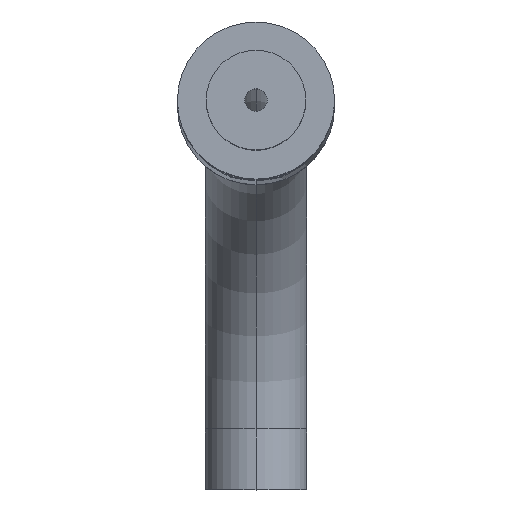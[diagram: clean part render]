
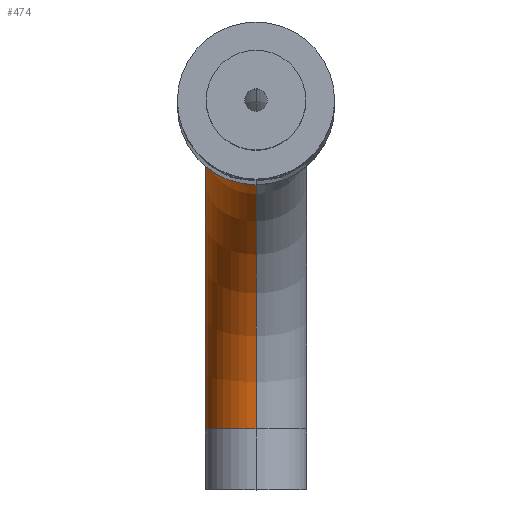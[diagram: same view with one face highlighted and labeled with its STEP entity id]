
A CAD part, top view. The second image highlights one B-rep face of the part: STEP entity #474.
In plain terms, the highlighted toroidal (fillet/blend) face has major radius 15.075 mm and minor radius 2.375 mm.
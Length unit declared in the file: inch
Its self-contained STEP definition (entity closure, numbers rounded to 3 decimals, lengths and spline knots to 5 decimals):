
#278=CARTESIAN_POINT('',(0.,0.1125,0.));
#279=DIRECTION('',(0.,1.,0.));
#280=DIRECTION('',(0.,0.,-1.));
#281=AXIS2_PLACEMENT_3D('',#278,#279,#280);
#283=CARTESIAN_POINT('',(0.,0.1125,0.5935));
#284=DIRECTION('',(1.,0.,0.));
#285=DIRECTION('',(0.,0.,-1.));
#286=AXIS2_PLACEMENT_3D('',#283,#284,#285);
#293=CARTESIAN_POINT('',(0.,0.1125,0.5935));
#294=DIRECTION('',(1.,0.,0.));
#295=DIRECTION('',(0.,0.,-1.));
#296=AXIS2_PLACEMENT_3D('',#293,#294,#295);
#307=CARTESIAN_POINT('',(0.,0.706,0.5935));
#308=DIRECTION('',(0.,0.,1.));
#309=DIRECTION('',(0.,1.,0.));
#310=AXIS2_PLACEMENT_3D('',#307,#308,#309);
#390=CARTESIAN_POINT('',(0.,0.1125,0.0935));
#391=CARTESIAN_POINT('',(0.,0.1125,-0.0935));
#392=VERTEX_POINT('',#390);
#393=VERTEX_POINT('',#391);
#398=CARTESIAN_POINT('',(0.,0.6125,0.5935));
#399=CARTESIAN_POINT('',(0.,0.7995,0.5935));
#400=VERTEX_POINT('',#398);
#401=VERTEX_POINT('',#399);
#460=CARTESIAN_POINT('',(0.,0.1125,0.5935));
#461=DIRECTION('',(1.,0.,0.));
#462=DIRECTION('',(0.,0.,1.));
#463=AXIS2_PLACEMENT_3D('',#460,#461,#462);
#464=TOROIDAL_SURFACE('',#463,0.5935,0.0935);
#465=ORIENTED_EDGE('',*,*,#454,.F.);
#467=ORIENTED_EDGE('',*,*,#466,.T.);
#469=ORIENTED_EDGE('',*,*,#468,.T.);
#471=ORIENTED_EDGE('',*,*,#470,.F.);
#472=EDGE_LOOP('',(#465,#467,#469,#471));
#473=FACE_OUTER_BOUND('',#472,.F.);
#474=ADVANCED_FACE('',(#473),#464,.T.);
#282=CIRCLE('',#281,0.0935);
#287=CIRCLE('',#286,0.687);
#297=CIRCLE('',#296,0.5);
#311=CIRCLE('',#310,0.0935);
#454=EDGE_CURVE('',#393,#392,#282,.T.);
#466=EDGE_CURVE('',#393,#401,#287,.T.);
#468=EDGE_CURVE('',#401,#400,#311,.T.);
#470=EDGE_CURVE('',#392,#400,#297,.T.);
